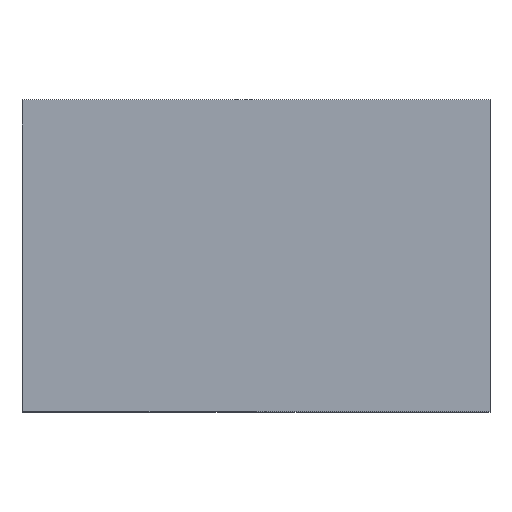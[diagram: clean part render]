
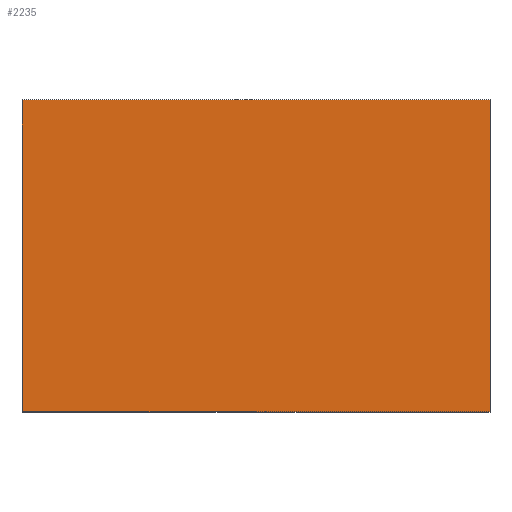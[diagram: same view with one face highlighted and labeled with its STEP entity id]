
A CAD part, top view. The second image highlights one B-rep face of the part: STEP entity #2235.
In plain terms, the highlighted planar face has unit normal (0, 0, 1).
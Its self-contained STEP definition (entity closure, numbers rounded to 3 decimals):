
#364 = LINE ( 'NONE', #2277, #2216 ) ;
#370 = EDGE_CURVE ( 'NONE', #2891, #1618, #1493, .T. ) ;
#612 = CARTESIAN_POINT ( 'NONE',  ( 3., -2., 0.55 ) ) ;
#809 = VERTEX_POINT ( 'NONE', #3035 ) ;
#858 = CARTESIAN_POINT ( 'NONE',  ( 0., 0., 0.55 ) ) ;
#901 = ORIENTED_EDGE ( 'NONE', *, *, #370, .T. ) ;
#932 = CARTESIAN_POINT ( 'NONE',  ( 0., 0., 0.55 ) ) ;
#952 = LINE ( 'NONE', #2389, #2163 ) ;
#965 = EDGE_CURVE ( 'NONE', #2229, #809, #952, .T. ) ;
#1070 = LINE ( 'NONE', #3023, #1628 ) ;
#1194 = ORIENTED_EDGE ( 'NONE', *, *, #965, .T. ) ;
#1224 = AXIS2_PLACEMENT_3D ( 'NONE', #858, #2782, #1346 ) ;
#1346 = DIRECTION ( 'NONE',  ( 1., 0., 0. ) ) ;
#1438 = DIRECTION ( 'NONE',  ( 0., 1., 0. ) ) ;
#1493 = LINE ( 'NONE', #1745, #2050 ) ;
#1571 = PLANE ( 'NONE',  #1224 ) ;
#1589 = EDGE_CURVE ( 'NONE', #1618, #2229, #1070, .T. ) ;
#1618 = VERTEX_POINT ( 'NONE', #2550 ) ;
#1628 = VECTOR ( 'NONE', #2055, 1000. ) ;
#1661 = FACE_OUTER_BOUND ( 'NONE', #3024, .T. ) ;
#1745 = CARTESIAN_POINT ( 'NONE',  ( 0., 0., 0.55 ) ) ;
#2050 = VECTOR ( 'NONE', #2412, 1000. ) ;
#2055 = DIRECTION ( 'NONE',  ( 1., 0., 0. ) ) ;
#2095 = ORIENTED_EDGE ( 'NONE', *, *, #2552, .T. ) ;
#2163 = VECTOR ( 'NONE', #1438, 1000. ) ;
#2216 = VECTOR ( 'NONE', #2519, 1000. ) ;
#2229 = VERTEX_POINT ( 'NONE', #612 ) ;
#2235 = ADVANCED_FACE ( 'NONE', ( #1661 ), #1571, .T. ) ;
#2277 = CARTESIAN_POINT ( 'NONE',  ( 0., 0., 0.55 ) ) ;
#2389 = CARTESIAN_POINT ( 'NONE',  ( 3., 0., 0.55 ) ) ;
#2412 = DIRECTION ( 'NONE',  ( 0., -1., 0. ) ) ;
#2519 = DIRECTION ( 'NONE',  ( -1., 0., 0. ) ) ;
#2550 = CARTESIAN_POINT ( 'NONE',  ( 0., -2., 0.55 ) ) ;
#2552 = EDGE_CURVE ( 'NONE', #809, #2891, #364, .T. ) ;
#2782 = DIRECTION ( 'NONE',  ( 0., 0., 1. ) ) ;
#2891 = VERTEX_POINT ( 'NONE', #932 ) ;
#3023 = CARTESIAN_POINT ( 'NONE',  ( 0., -2., 0.55 ) ) ;
#3024 = EDGE_LOOP ( 'NONE', ( #901, #3123, #1194, #2095 ) ) ;
#3035 = CARTESIAN_POINT ( 'NONE',  ( 3., 0., 0.55 ) ) ;
#3123 = ORIENTED_EDGE ( 'NONE', *, *, #1589, .T. ) ;
